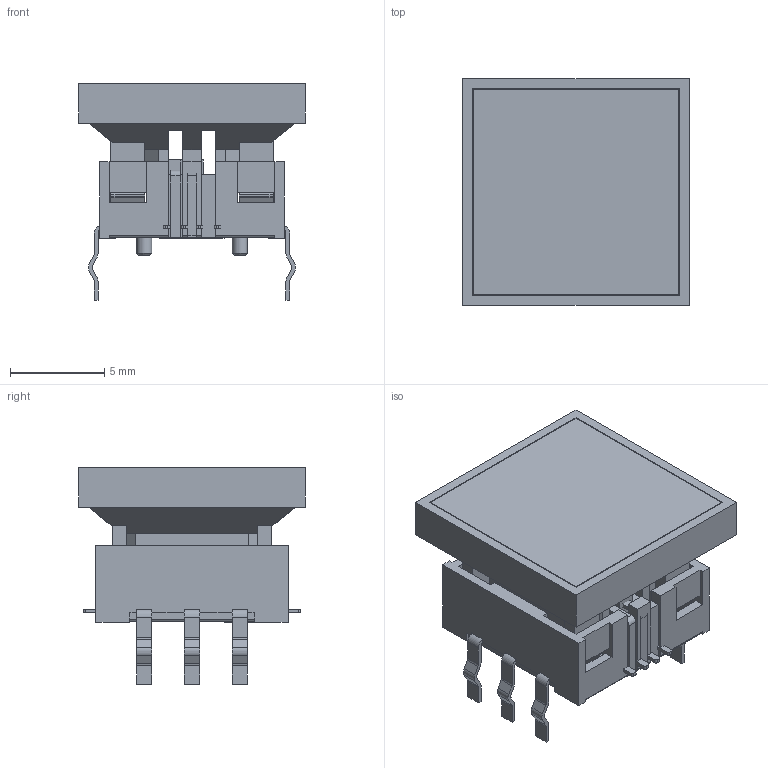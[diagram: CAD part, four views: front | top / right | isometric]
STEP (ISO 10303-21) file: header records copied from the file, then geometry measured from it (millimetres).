
FILE_DESCRIPTION( ( 'Unknown' ), '1' );
FILE_NAME( '440xx67082622.stp', 'Unknown', ( 'Unknown' ), ( 'Unknown' ), 'PSStep 13.0', 'Unknown', ' ' );
FILE_SCHEMA( ( 'AUTOMOTIVE_DESIGN { 1 0 10303 214 1 1 1 1 }' ) );
Length unit declared in the file: millimetre
Products named in the file (7): Assem1; Base Frame; Terminal; Steady Plate; LED
Bounding box: 12 x 12 x 11.5 mm (x, y, z)
Volume: 1178.9 mm3; surface area: 2748.5 mm2
Topology: 12 solids, 12 shells, 1070 faces, 3146 edges, 2086 vertices
Faces by surface type: plane 828, cylinder 198, extrusion 30, bspline 10, cone 4
Full cylindrical faces by diameter (mm): 0.8 x4, 1.5 x2
Entity records: 22464 total; most frequent: CARTESIAN_POINT 3970, ORIENTED_EDGE 3130, DIRECTION 2671, EDGE_CURVE 1565, VECTOR 1225, LINE 1210, VERTEX_POINT 1041, AXIS2_PLACEMENT_3D 723
